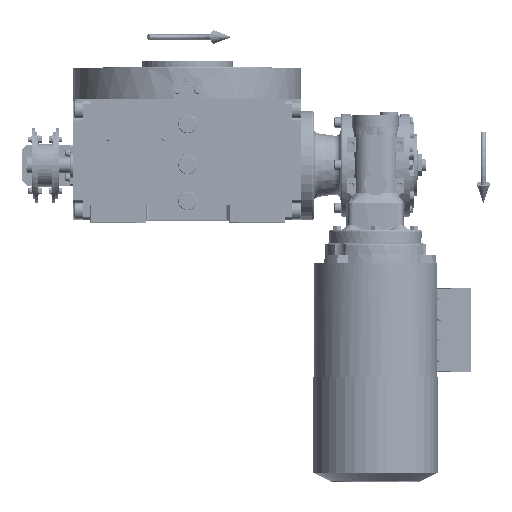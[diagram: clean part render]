
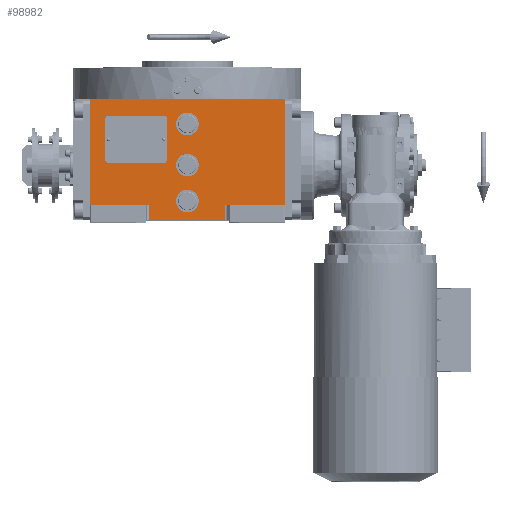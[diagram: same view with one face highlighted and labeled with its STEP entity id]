
A CAD part, top view. The second image highlights one B-rep face of the part: STEP entity #98982.
In plain terms, the highlighted planar face has unit normal (0, 0, 1).
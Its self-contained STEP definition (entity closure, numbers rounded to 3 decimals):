
#1282 = CIRCLE ( 'NONE', #55207, 11. ) ;
#1498 = DIRECTION ( 'NONE',  ( 1., 0., 0. ) ) ;
#3154 = CIRCLE ( 'NONE', #27417, 11. ) ;
#7618 = ORIENTED_EDGE ( 'NONE', *, *, #46296, .F. ) ;
#11738 = FACE_BOUND ( 'NONE', #126699, .T. ) ;
#13901 = ORIENTED_EDGE ( 'NONE', *, *, #127174, .T. ) ;
#14997 = CARTESIAN_POINT ( 'NONE',  ( -94.5, 64.5, 163.5 ) ) ;
#15230 = AXIS2_PLACEMENT_3D ( 'NONE', #166395, #37078, #104636 ) ;
#16051 = ORIENTED_EDGE ( 'NONE', *, *, #142916, .F. ) ;
#16489 = CARTESIAN_POINT ( 'NONE',  ( -37., -53.5, 163.5 ) ) ;
#16536 = LINE ( 'NONE', #67277, #131754 ) ;
#16627 = EDGE_CURVE ( 'NONE', #96204, #41979, #73478, .T. ) ;
#18261 = CARTESIAN_POINT ( 'NONE',  ( -37., -53.5, 163.5 ) ) ;
#18877 = ORIENTED_EDGE ( 'NONE', *, *, #140159, .T. ) ;
#20168 = ORIENTED_EDGE ( 'NONE', *, *, #114022, .F. ) ;
#20827 = VERTEX_POINT ( 'NONE', #78834 ) ;
#21619 = CIRCLE ( 'NONE', #37785, 11. ) ;
#21725 = ORIENTED_EDGE ( 'NONE', *, *, #74378, .F. ) ;
#21747 = DIRECTION ( 'NONE',  ( 0., 0., 1. ) ) ;
#21927 = DIRECTION ( 'NONE',  ( 0., 1., 0. ) ) ;
#22767 = LINE ( 'NONE', #111533, #80140 ) ;
#23255 = DIRECTION ( 'NONE',  ( 0., 0., 1. ) ) ;
#25777 = CARTESIAN_POINT ( 'NONE',  ( 37., -53.5, 163.5 ) ) ;
#27417 = AXIS2_PLACEMENT_3D ( 'NONE', #149013, #44221, #71258 ) ;
#28369 = LINE ( 'NONE', #16489, #115179 ) ;
#31201 = CIRCLE ( 'NONE', #77095, 11. ) ;
#32615 = DIRECTION ( 'NONE',  ( -1., 0., 0. ) ) ;
#33596 = EDGE_CURVE ( 'NONE', #36677, #20827, #28369, .T. ) ;
#34251 = VECTOR ( 'NONE', #1498, 1000. ) ;
#36677 = VERTEX_POINT ( 'NONE', #18261 ) ;
#36874 = EDGE_CURVE ( 'NONE', #43060, #125886, #21619, .T. ) ;
#37078 = DIRECTION ( 'NONE',  ( 0., 0., 1. ) ) ;
#37785 = AXIS2_PLACEMENT_3D ( 'NONE', #115367, #23255, #164413 ) ;
#40249 = CARTESIAN_POINT ( 'NONE',  ( -11., 0., 163.5 ) ) ;
#40909 = EDGE_CURVE ( 'NONE', #132154, #20827, #147218, .T. ) ;
#41979 = VERTEX_POINT ( 'NONE', #25777 ) ;
#43060 = VERTEX_POINT ( 'NONE', #68849 ) ;
#44221 = DIRECTION ( 'NONE',  ( 0., 0., 1. ) ) ;
#44799 = DIRECTION ( 'NONE',  ( 0., 1., 0. ) ) ;
#45801 = VERTEX_POINT ( 'NONE', #128219 ) ;
#46296 = EDGE_CURVE ( 'NONE', #141390, #67730, #137902, .T. ) ;
#46672 = ORIENTED_EDGE ( 'NONE', *, *, #116945, .T. ) ;
#48507 = DIRECTION ( 'NONE',  ( -1., 0., 0. ) ) ;
#55207 = AXIS2_PLACEMENT_3D ( 'NONE', #96876, #125549, #32615 ) ;
#56187 = LINE ( 'NONE', #107756, #164527 ) ;
#57842 = DIRECTION ( 'NONE',  ( 1., 0., 0. ) ) ;
#59108 = VERTEX_POINT ( 'NONE', #83623 ) ;
#59781 = DIRECTION ( 'NONE',  ( 1., 0., 0. ) ) ;
#61281 = DIRECTION ( 'NONE',  ( 1., 0., 0. ) ) ;
#61960 = CARTESIAN_POINT ( 'NONE',  ( 37., -38.5, 163.5 ) ) ;
#64090 = ORIENTED_EDGE ( 'NONE', *, *, #40909, .T. ) ;
#64923 = FACE_BOUND ( 'NONE', #131740, .T. ) ;
#65060 = EDGE_LOOP ( 'NONE', ( #144891, #21725 ) ) ;
#66542 = LINE ( 'NONE', #14997, #34251 ) ;
#67277 = CARTESIAN_POINT ( 'NONE',  ( -37., -53.5, 163.5 ) ) ;
#67730 = VERTEX_POINT ( 'NONE', #40249 ) ;
#68849 = CARTESIAN_POINT ( 'NONE',  ( 11., 40., 163.5 ) ) ;
#70255 = ORIENTED_EDGE ( 'NONE', *, *, #33596, .F. ) ;
#71258 = DIRECTION ( 'NONE',  ( -1., 0., 0. ) ) ;
#73478 = LINE ( 'NONE', #101362, #104293 ) ;
#73969 = CARTESIAN_POINT ( 'NONE',  ( 0., 0., 163.5 ) ) ;
#74378 = EDGE_CURVE ( 'NONE', #125886, #43060, #3154, .T. ) ;
#74751 = VERTEX_POINT ( 'NONE', #108856 ) ;
#74972 = ORIENTED_EDGE ( 'NONE', *, *, #123180, .F. ) ;
#77095 = AXIS2_PLACEMENT_3D ( 'NONE', #121553, #21747, #59781 ) ;
#77836 = CIRCLE ( 'NONE', #121011, 11. ) ;
#78834 = CARTESIAN_POINT ( 'NONE',  ( -37., -38.5, 163.5 ) ) ;
#80140 = VECTOR ( 'NONE', #21927, 1000. ) ;
#81309 = VERTEX_POINT ( 'NONE', #140550 ) ;
#83623 = CARTESIAN_POINT ( 'NONE',  ( 11., -35., 163.5 ) ) ;
#85739 = DIRECTION ( 'NONE',  ( 0., 0., 1. ) ) ;
#89354 = EDGE_LOOP ( 'NONE', ( #46672, #152724, #13901, #18877, #74972, #20168, #64090, #70255 ) ) ;
#90529 = ORIENTED_EDGE ( 'NONE', *, *, #156608, .F. ) ;
#96180 = VECTOR ( 'NONE', #44799, 1000. ) ;
#96204 = VERTEX_POINT ( 'NONE', #61960 ) ;
#96876 = CARTESIAN_POINT ( 'NONE',  ( 0., 0., 163.5 ) ) ;
#97186 = CARTESIAN_POINT ( 'NONE',  ( 94.5, -38.5, 163.5 ) ) ;
#98982 = ADVANCED_FACE ( 'NONE', ( #11738, #64923, #118159, #103805 ), #140202, .T. ) ;
#101362 = CARTESIAN_POINT ( 'NONE',  ( 37., -38.5, 163.5 ) ) ;
#101834 = DIRECTION ( 'NONE',  ( 0., 0., 1. ) ) ;
#103578 = VECTOR ( 'NONE', #132035, 1000. ) ;
#103805 = FACE_OUTER_BOUND ( 'NONE', #89354, .T. ) ;
#104293 = VECTOR ( 'NONE', #152089, 1000. ) ;
#104636 = DIRECTION ( 'NONE',  ( 1., 0., 0. ) ) ;
#106351 = CARTESIAN_POINT ( 'NONE',  ( 11., 0., 163.5 ) ) ;
#107756 = CARTESIAN_POINT ( 'NONE',  ( 37., -38.5, 163.5 ) ) ;
#108856 = CARTESIAN_POINT ( 'NONE',  ( -11., -35., 163.5 ) ) ;
#111533 = CARTESIAN_POINT ( 'NONE',  ( -94.5, -38.5, 163.5 ) ) ;
#111835 = ORIENTED_EDGE ( 'NONE', *, *, #124501, .F. ) ;
#114022 = EDGE_CURVE ( 'NONE', #132154, #45801, #22767, .T. ) ;
#115179 = VECTOR ( 'NONE', #157665, 1000. ) ;
#115367 = CARTESIAN_POINT ( 'NONE',  ( 0., 40., 163.5 ) ) ;
#116936 = CARTESIAN_POINT ( 'NONE',  ( -94.5, -38.5, 163.5 ) ) ;
#116945 = EDGE_CURVE ( 'NONE', #36677, #41979, #16536, .T. ) ;
#118159 = FACE_BOUND ( 'NONE', #65060, .T. ) ;
#118837 = DIRECTION ( 'NONE',  ( 1., 0., 0. ) ) ;
#119328 = CARTESIAN_POINT ( 'NONE',  ( -94.5, -38.5, 163.5 ) ) ;
#121011 = AXIS2_PLACEMENT_3D ( 'NONE', #136447, #85739, #48507 ) ;
#121553 = CARTESIAN_POINT ( 'NONE',  ( 0., -35., 163.5 ) ) ;
#123180 = EDGE_CURVE ( 'NONE', #45801, #81309, #66542, .T. ) ;
#123819 = CARTESIAN_POINT ( 'NONE',  ( -11., 40., 163.5 ) ) ;
#124501 = EDGE_CURVE ( 'NONE', #74751, #59108, #77836, .T. ) ;
#125231 = CARTESIAN_POINT ( 'NONE',  ( 94.5, -38.5, 163.5 ) ) ;
#125549 = DIRECTION ( 'NONE',  ( 0., 0., 1. ) ) ;
#125886 = VERTEX_POINT ( 'NONE', #123819 ) ;
#126699 = EDGE_LOOP ( 'NONE', ( #7618, #16051 ) ) ;
#127174 = EDGE_CURVE ( 'NONE', #96204, #139741, #56187, .T. ) ;
#128219 = CARTESIAN_POINT ( 'NONE',  ( -94.5, 64.5, 163.5 ) ) ;
#131740 = EDGE_LOOP ( 'NONE', ( #90529, #111835 ) ) ;
#131754 = VECTOR ( 'NONE', #118837, 1000. ) ;
#132035 = DIRECTION ( 'NONE',  ( 1., 0., 0. ) ) ;
#132154 = VERTEX_POINT ( 'NONE', #116936 ) ;
#136447 = CARTESIAN_POINT ( 'NONE',  ( 0., -35., 163.5 ) ) ;
#137902 = CIRCLE ( 'NONE', #162280, 11. ) ;
#139741 = VERTEX_POINT ( 'NONE', #125231 ) ;
#140159 = EDGE_CURVE ( 'NONE', #139741, #81309, #162250, .T. ) ;
#140202 = PLANE ( 'NONE',  #15230 ) ;
#140550 = CARTESIAN_POINT ( 'NONE',  ( 94.5, 64.5, 163.5 ) ) ;
#141390 = VERTEX_POINT ( 'NONE', #106351 ) ;
#142916 = EDGE_CURVE ( 'NONE', #67730, #141390, #1282, .T. ) ;
#144891 = ORIENTED_EDGE ( 'NONE', *, *, #36874, .F. ) ;
#147218 = LINE ( 'NONE', #119328, #103578 ) ;
#149013 = CARTESIAN_POINT ( 'NONE',  ( 0., 40., 163.5 ) ) ;
#152089 = DIRECTION ( 'NONE',  ( 0., -1., 0. ) ) ;
#152724 = ORIENTED_EDGE ( 'NONE', *, *, #16627, .F. ) ;
#156608 = EDGE_CURVE ( 'NONE', #59108, #74751, #31201, .T. ) ;
#157665 = DIRECTION ( 'NONE',  ( 0., 1., 0. ) ) ;
#162250 = LINE ( 'NONE', #97186, #96180 ) ;
#162280 = AXIS2_PLACEMENT_3D ( 'NONE', #73969, #101834, #61281 ) ;
#164413 = DIRECTION ( 'NONE',  ( 1., 0., 0. ) ) ;
#164527 = VECTOR ( 'NONE', #57842, 1000. ) ;
#166395 = CARTESIAN_POINT ( 'NONE',  ( -94.5, -53.5, 163.5 ) ) ;
